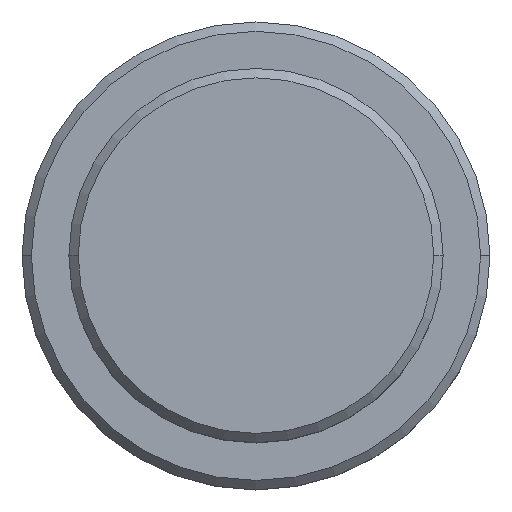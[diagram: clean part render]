
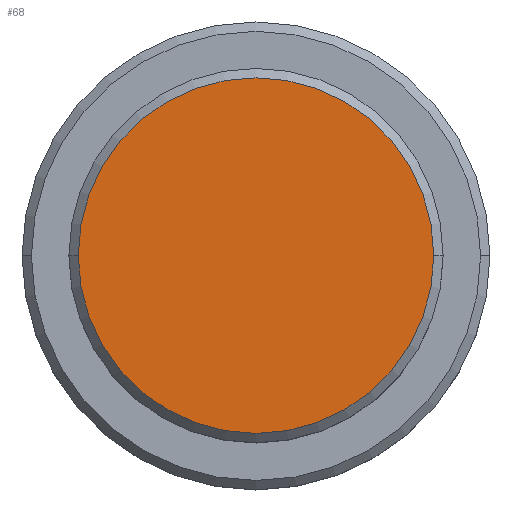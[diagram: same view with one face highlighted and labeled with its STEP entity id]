
A CAD part, top view. The second image highlights one B-rep face of the part: STEP entity #68.
In plain terms, the highlighted planar face has unit normal (0, 0, 1).
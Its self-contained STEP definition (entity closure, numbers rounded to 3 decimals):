
#25 = AXIS2_PLACEMENT_3D ( 'NONE', #1102, #449, #140 ) ;
#68 = ADVANCED_FACE ( 'NONE', ( #911 ), #690, .T. ) ;
#113 = VERTEX_POINT ( 'NONE', #1241 ) ;
#140 = DIRECTION ( 'NONE',  ( 1., 0., 0. ) ) ;
#208 = EDGE_CURVE ( 'NONE', #113, #745, #1261, .T. ) ;
#263 = CIRCLE ( 'NONE', #1258, 9.5 ) ;
#366 = EDGE_LOOP ( 'NONE', ( #543, #942 ) ) ;
#449 = DIRECTION ( 'NONE',  ( 0., 0., 1. ) ) ;
#543 = ORIENTED_EDGE ( 'NONE', *, *, #696, .T. ) ;
#667 = DIRECTION ( 'NONE',  ( 0., 0., 1. ) ) ;
#690 = PLANE ( 'NONE',  #1096 ) ;
#696 = EDGE_CURVE ( 'NONE', #745, #113, #263, .T. ) ;
#745 = VERTEX_POINT ( 'NONE', #1014 ) ;
#801 = CARTESIAN_POINT ( 'NONE',  ( 0., 0., 0. ) ) ;
#911 = FACE_OUTER_BOUND ( 'NONE', #366, .T. ) ;
#929 = DIRECTION ( 'NONE',  ( 0., 0., 1. ) ) ;
#942 = ORIENTED_EDGE ( 'NONE', *, *, #208, .T. ) ;
#1014 = CARTESIAN_POINT ( 'NONE',  ( -9.5, 0., 0. ) ) ;
#1096 = AXIS2_PLACEMENT_3D ( 'NONE', #801, #929, #1387 ) ;
#1102 = CARTESIAN_POINT ( 'NONE',  ( 0., 0., 0. ) ) ;
#1128 = DIRECTION ( 'NONE',  ( 1., 0., 0. ) ) ;
#1241 = CARTESIAN_POINT ( 'NONE',  ( 9.5, 0., 0. ) ) ;
#1258 = AXIS2_PLACEMENT_3D ( 'NONE', #1341, #667, #1128 ) ;
#1261 = CIRCLE ( 'NONE', #25, 9.5 ) ;
#1341 = CARTESIAN_POINT ( 'NONE',  ( 0., 0., 0. ) ) ;
#1387 = DIRECTION ( 'NONE',  ( 1., 0., 0. ) ) ;
